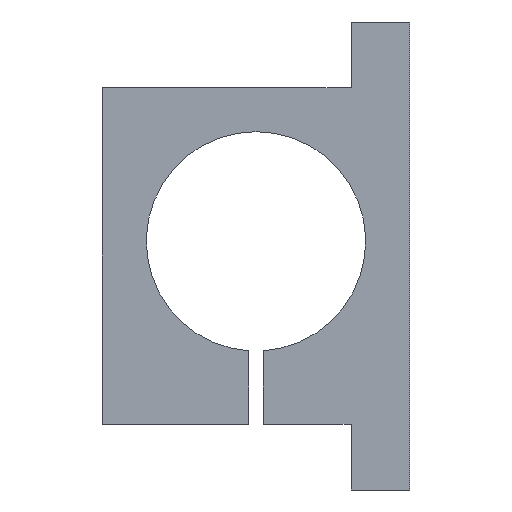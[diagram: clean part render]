
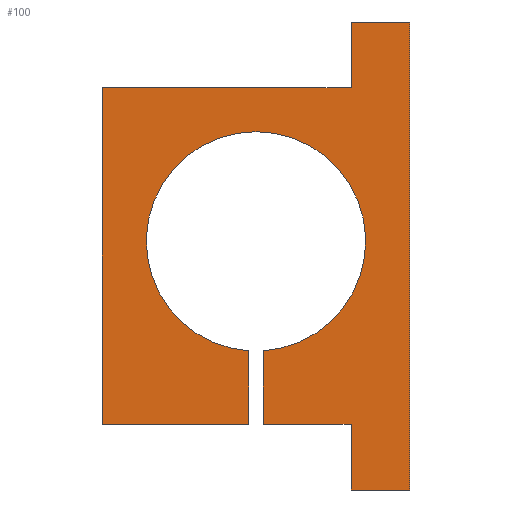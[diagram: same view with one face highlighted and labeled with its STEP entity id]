
A CAD part, left-side view. The second image highlights one B-rep face of the part: STEP entity #100.
In plain terms, the highlighted planar face has unit normal (-1, 0, 0).
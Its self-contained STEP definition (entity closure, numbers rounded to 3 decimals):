
#23 = EDGE_CURVE ( 'NONE', #436, #891, #698, .T. ) ;
#27 = VERTEX_POINT ( 'NONE', #764 ) ;
#35 = EDGE_CURVE ( 'NONE', #128, #466, #887, .T. ) ;
#40 = EDGE_CURVE ( 'NONE', #466, #535, #531, .T. ) ;
#49 = EDGE_CURVE ( 'NONE', #493, #455, #326, .T. ) ;
#63 = EDGE_CURVE ( 'NONE', #455, #436, #297, .T. ) ;
#70 = AXIS2_PLACEMENT_3D ( 'NONE', #528, #104, #772 ) ;
#72 = AXIS2_PLACEMENT_3D ( 'NONE', #459, #781, #578 ) ;
#78 = DIRECTION ( 'NONE',  ( 0., -1., 0. ) ) ;
#79 = EDGE_CURVE ( 'NONE', #891, #357, #87, .T. ) ;
#87 = LINE ( 'NONE', #434, #795 ) ;
#100 = ADVANCED_FACE ( 'NONE', ( #441 ), #272, .F. ) ;
#104 = DIRECTION ( 'NONE',  ( -1., 0., 0. ) ) ;
#120 = CARTESIAN_POINT ( 'NONE',  ( -10., 52.5, 52.5 ) ) ;
#125 = ORIENTED_EDGE ( 'NONE', *, *, #63, .F. ) ;
#126 = DIRECTION ( 'NONE',  ( 0., 0., 1. ) ) ;
#128 = VERTEX_POINT ( 'NONE', #301 ) ;
#131 = VECTOR ( 'NONE', #487, 1000. ) ;
#135 = EDGE_CURVE ( 'NONE', #271, #128, #236, .T. ) ;
#170 = VECTOR ( 'NONE', #353, 1000. ) ;
#178 = VERTEX_POINT ( 'NONE', #854 ) ;
#182 = VECTOR ( 'NONE', #262, 1000. ) ;
#199 = ORIENTED_EDGE ( 'NONE', *, *, #79, .F. ) ;
#203 = ORIENTED_EDGE ( 'NONE', *, *, #801, .F. ) ;
#210 = DIRECTION ( 'NONE',  ( 0., 0., -1. ) ) ;
#222 = DIRECTION ( 'NONE',  ( 0., 0., -1. ) ) ;
#223 = DIRECTION ( 'NONE',  ( 0., 1., 0. ) ) ;
#234 = CARTESIAN_POINT ( 'NONE',  ( -10., -2.5, -37.417 ) ) ;
#236 = CIRCLE ( 'NONE', #70, 37.5 ) ;
#253 = ORIENTED_EDGE ( 'NONE', *, *, #867, .F. ) ;
#262 = DIRECTION ( 'NONE',  ( 0., 0., 1. ) ) ;
#271 = VERTEX_POINT ( 'NONE', #234 ) ;
#272 = PLANE ( 'NONE',  #72 ) ;
#297 = LINE ( 'NONE', #738, #631 ) ;
#301 = CARTESIAN_POINT ( 'NONE',  ( -10., 2.5, -37.417 ) ) ;
#326 = LINE ( 'NONE', #600, #131 ) ;
#329 = ORIENTED_EDGE ( 'NONE', *, *, #817, .F. ) ;
#333 = VECTOR ( 'NONE', #491, 1000. ) ;
#353 = DIRECTION ( 'NONE',  ( 0., 0., 1. ) ) ;
#357 = VERTEX_POINT ( 'NONE', #688 ) ;
#363 = CARTESIAN_POINT ( 'NONE',  ( -10., 2.5, -37.417 ) ) ;
#366 = ORIENTED_EDGE ( 'NONE', *, *, #23, .F. ) ;
#380 = VECTOR ( 'NONE', #422, 1000. ) ;
#403 = LINE ( 'NONE', #682, #380 ) ;
#410 = ORIENTED_EDGE ( 'NONE', *, *, #135, .F. ) ;
#422 = DIRECTION ( 'NONE',  ( 0., 1., 0. ) ) ;
#424 = CARTESIAN_POINT ( 'NONE',  ( -10., -52.5, -85. ) ) ;
#425 = CARTESIAN_POINT ( 'NONE',  ( -10., 52.5, -62.5 ) ) ;
#434 = CARTESIAN_POINT ( 'NONE',  ( -10., -52.5, 75. ) ) ;
#436 = VERTEX_POINT ( 'NONE', #750 ) ;
#441 = FACE_OUTER_BOUND ( 'NONE', #702, .T. ) ;
#449 = VERTEX_POINT ( 'NONE', #567 ) ;
#455 = VERTEX_POINT ( 'NONE', #601 ) ;
#459 = CARTESIAN_POINT ( 'NONE',  ( -10., 0., 0. ) ) ;
#466 = VERTEX_POINT ( 'NONE', #802 ) ;
#476 = ORIENTED_EDGE ( 'NONE', *, *, #35, .F. ) ;
#487 = DIRECTION ( 'NONE',  ( 0., -1., 0. ) ) ;
#489 = LINE ( 'NONE', #696, #639 ) ;
#491 = DIRECTION ( 'NONE',  ( 0., 1., 0. ) ) ;
#493 = VERTEX_POINT ( 'NONE', #120 ) ;
#504 = VECTOR ( 'NONE', #223, 1000. ) ;
#528 = CARTESIAN_POINT ( 'NONE',  ( -10., 0., 0. ) ) ;
#531 = LINE ( 'NONE', #425, #504 ) ;
#535 = VERTEX_POINT ( 'NONE', #874 ) ;
#542 = VECTOR ( 'NONE', #78, 1000. ) ;
#548 = LINE ( 'NONE', #747, #170 ) ;
#555 = ORIENTED_EDGE ( 'NONE', *, *, #40, .F. ) ;
#562 = ORIENTED_EDGE ( 'NONE', *, *, #755, .F. ) ;
#567 = CARTESIAN_POINT ( 'NONE',  ( -10., -32.5, -62.5 ) ) ;
#578 = DIRECTION ( 'NONE',  ( 0., 0., -1. ) ) ;
#581 = ORIENTED_EDGE ( 'NONE', *, *, #812, .F. ) ;
#600 = CARTESIAN_POINT ( 'NONE',  ( -10., 52.5, 52.5 ) ) ;
#601 = CARTESIAN_POINT ( 'NONE',  ( -10., -32.5, 52.5 ) ) ;
#623 = ORIENTED_EDGE ( 'NONE', *, *, #49, .F. ) ;
#624 = CARTESIAN_POINT ( 'NONE',  ( -10., -32.5, 75. ) ) ;
#628 = CARTESIAN_POINT ( 'NONE',  ( -10., -52.5, 75. ) ) ;
#631 = VECTOR ( 'NONE', #126, 1000. ) ;
#639 = VECTOR ( 'NONE', #758, 1000. ) ;
#657 = LINE ( 'NONE', #780, #182 ) ;
#682 = CARTESIAN_POINT ( 'NONE',  ( -10., -2.5, -62.5 ) ) ;
#688 = CARTESIAN_POINT ( 'NONE',  ( -10., -52.5, -85. ) ) ;
#696 = CARTESIAN_POINT ( 'NONE',  ( -10., 52.5, -62.5 ) ) ;
#698 = LINE ( 'NONE', #624, #542 ) ;
#702 = EDGE_LOOP ( 'NONE', ( #199, #366, #125, #623, #253, #555, #476, #410, #562, #203, #581, #329 ) ) ;
#738 = CARTESIAN_POINT ( 'NONE',  ( -10., -32.5, 52.5 ) ) ;
#747 = CARTESIAN_POINT ( 'NONE',  ( -10., -32.5, -62.5 ) ) ;
#750 = CARTESIAN_POINT ( 'NONE',  ( -10., -32.5, 75. ) ) ;
#755 = EDGE_CURVE ( 'NONE', #27, #271, #657, .T. ) ;
#758 = DIRECTION ( 'NONE',  ( 0., 0., 1. ) ) ;
#764 = CARTESIAN_POINT ( 'NONE',  ( -10., -2.5, -62.5 ) ) ;
#772 = DIRECTION ( 'NONE',  ( 0., 0., -1. ) ) ;
#780 = CARTESIAN_POINT ( 'NONE',  ( -10., -2.5, -37.417 ) ) ;
#781 = DIRECTION ( 'NONE',  ( 1., 0., 0. ) ) ;
#795 = VECTOR ( 'NONE', #210, 1000. ) ;
#801 = EDGE_CURVE ( 'NONE', #449, #27, #403, .T. ) ;
#802 = CARTESIAN_POINT ( 'NONE',  ( -10., 2.5, -62.5 ) ) ;
#812 = EDGE_CURVE ( 'NONE', #178, #449, #548, .T. ) ;
#817 = EDGE_CURVE ( 'NONE', #357, #178, #876, .T. ) ;
#854 = CARTESIAN_POINT ( 'NONE',  ( -10., -32.5, -85. ) ) ;
#860 = VECTOR ( 'NONE', #222, 1000. ) ;
#867 = EDGE_CURVE ( 'NONE', #535, #493, #489, .T. ) ;
#874 = CARTESIAN_POINT ( 'NONE',  ( -10., 52.5, -62.5 ) ) ;
#876 = LINE ( 'NONE', #424, #333 ) ;
#887 = LINE ( 'NONE', #363, #860 ) ;
#891 = VERTEX_POINT ( 'NONE', #628 ) ;
